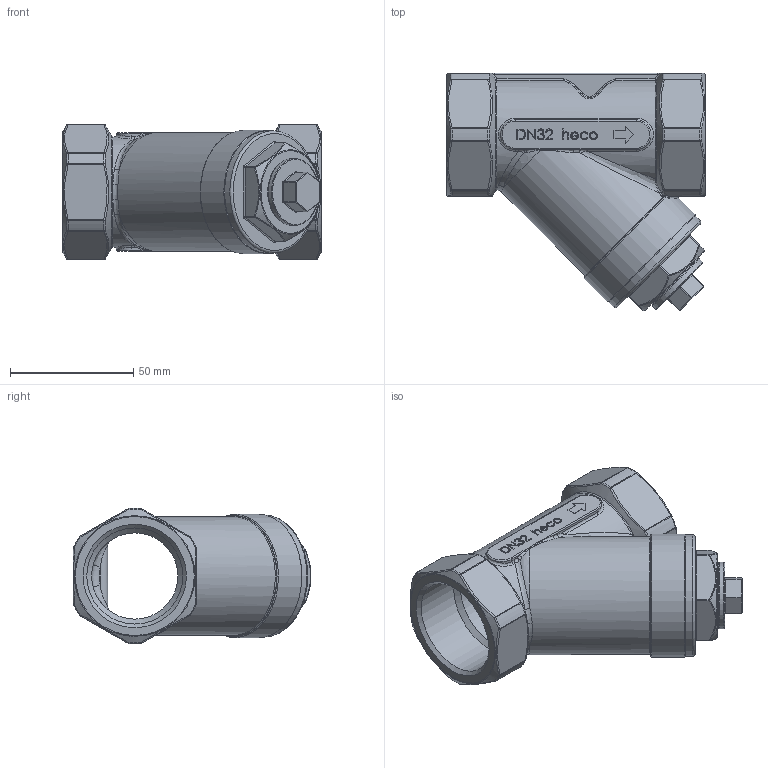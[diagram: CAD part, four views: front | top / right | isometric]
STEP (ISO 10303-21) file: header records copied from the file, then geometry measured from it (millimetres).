
FILE_DESCRIPTION (( 'STEP AP214' ), '1' );
FILE_NAME ('SF-114-000-4 Schmutzfänger heco.STEP', '2016-03-23T10:35:19', ( '' ), ( '' ), 'SwSTEP 2.0', 'SolidWorks 2011', '' );
FILE_SCHEMA (( 'AUTOMOTIVE_DESIGN' ));
Length unit declared in the file: millimetre
Products named in the file (1): SF-114-000-4 Schmutzfänger heco
Bounding box: 105 x 96.42 x 54.98 mm (x, y, z)
Volume: 184199.2 mm3; surface area: 39588.3 mm2
Topology: 1 solids, 1 shells, 703 faces, 1694 edges, 1002 vertices
Faces by surface type: bspline 264, plane 201, cylinder 108, torus 62, sphere 58, cone 10
Full cylindrical faces by diameter (mm): 26 x1, 27 x1, 35 x1, 38.95 x2, 49.5 x1, 50 x1
Entity records: 40384 total; most frequent: CARTESIAN_POINT 18304, ORIENTED_EDGE 3272, DIRECTION 2426, EDGE_CURVE 1636, VERTEX_POINT 993, AXIS2_PLACEMENT_3D 879, EDGE_LOOP 763, FACE_OUTER_BOUND 717
